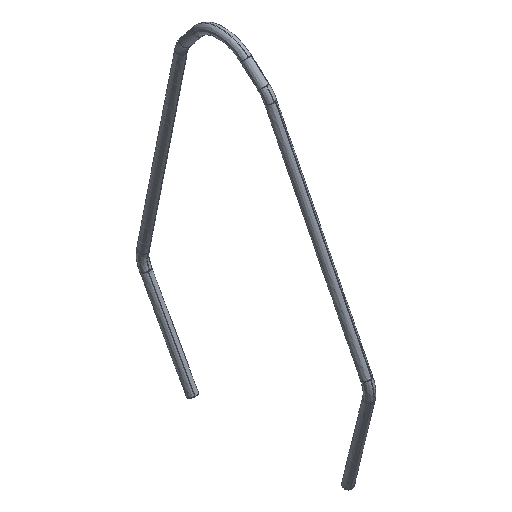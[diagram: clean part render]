
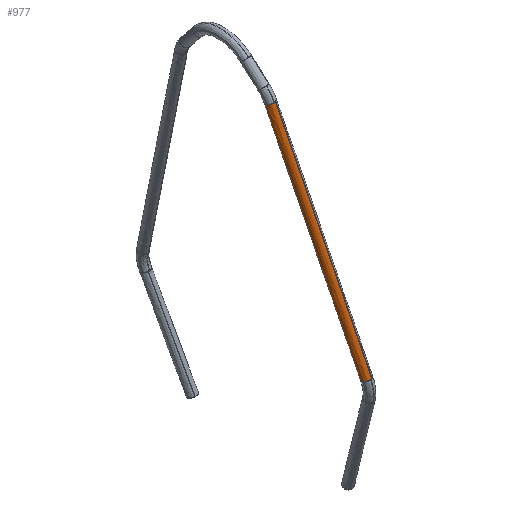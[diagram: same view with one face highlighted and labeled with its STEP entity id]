
A CAD part, isometric view. The second image highlights one B-rep face of the part: STEP entity #977.
In plain terms, the highlighted free-form (B-spline) face has degree [5, 4] with [6, 5] control points.
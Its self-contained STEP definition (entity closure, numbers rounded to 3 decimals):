
#882=CARTESIAN_POINT('Control Point',(-1440.933,-379.317,243.449)) ;
#883=CARTESIAN_POINT('Control Point',(-1459.923,-335.33,387.88)) ;
#884=CARTESIAN_POINT('Control Point',(-1478.913,-291.344,532.311)) ;
#885=CARTESIAN_POINT('Control Point',(-1497.903,-247.358,676.741)) ;
#886=CARTESIAN_POINT('Control Point',(-1516.893,-203.371,821.172)) ;
#887=CARTESIAN_POINT('Control Point',(-1535.883,-159.385,965.603)) ;
#888=CARTESIAN_POINT('Vertex',(-1440.933,-379.317,243.449)) ;
#890=CARTESIAN_POINT('Vertex',(-1535.883,-159.385,965.603)) ;
#899=CARTESIAN_POINT('Vertex',(-1449.604,-352.181,234.044)) ;
#903=CARTESIAN_POINT('Control Point',(-1449.604,-352.181,234.044)) ;
#904=CARTESIAN_POINT('Control Point',(-1468.595,-308.195,378.475)) ;
#905=CARTESIAN_POINT('Control Point',(-1487.585,-264.208,522.906)) ;
#906=CARTESIAN_POINT('Control Point',(-1506.575,-220.222,667.337)) ;
#907=CARTESIAN_POINT('Control Point',(-1525.565,-176.235,811.768)) ;
#908=CARTESIAN_POINT('Control Point',(-1544.555,-132.249,956.199)) ;
#909=CARTESIAN_POINT('Vertex',(-1544.555,-132.249,956.199)) ;
#927=CARTESIAN_POINT('Control Point',(-1449.604,-352.181,234.044)) ;
#928=CARTESIAN_POINT('Control Point',(-1463.842,-356.883,233.605)) ;
#929=CARTESIAN_POINT('Control Point',(-1466.624,-372.802,238.087)) ;
#930=CARTESIAN_POINT('Control Point',(-1455.17,-384.019,243.009)) ;
#931=CARTESIAN_POINT('Control Point',(-1440.933,-379.317,243.449)) ;
#932=CARTESIAN_POINT('Control Point',(-1468.595,-308.195,378.475)) ;
#933=CARTESIAN_POINT('Control Point',(-1482.832,-312.897,378.035)) ;
#934=CARTESIAN_POINT('Control Point',(-1485.614,-328.816,382.518)) ;
#935=CARTESIAN_POINT('Control Point',(-1474.16,-340.033,387.44)) ;
#936=CARTESIAN_POINT('Control Point',(-1459.923,-335.33,387.88)) ;
#937=CARTESIAN_POINT('Control Point',(-1487.585,-264.208,522.906)) ;
#938=CARTESIAN_POINT('Control Point',(-1501.822,-268.91,522.466)) ;
#939=CARTESIAN_POINT('Control Point',(-1504.604,-284.829,526.949)) ;
#940=CARTESIAN_POINT('Control Point',(-1493.15,-296.046,531.871)) ;
#941=CARTESIAN_POINT('Control Point',(-1478.913,-291.344,532.311)) ;
#942=CARTESIAN_POINT('Control Point',(-1506.575,-220.222,667.337)) ;
#943=CARTESIAN_POINT('Control Point',(-1520.812,-224.924,666.897)) ;
#944=CARTESIAN_POINT('Control Point',(-1523.594,-240.843,671.379)) ;
#945=CARTESIAN_POINT('Control Point',(-1512.14,-252.06,676.301)) ;
#946=CARTESIAN_POINT('Control Point',(-1497.903,-247.358,676.741)) ;
#947=CARTESIAN_POINT('Control Point',(-1525.565,-176.235,811.768)) ;
#948=CARTESIAN_POINT('Control Point',(-1539.802,-180.937,811.328)) ;
#949=CARTESIAN_POINT('Control Point',(-1542.584,-196.856,815.81)) ;
#950=CARTESIAN_POINT('Control Point',(-1531.13,-208.073,820.732)) ;
#951=CARTESIAN_POINT('Control Point',(-1516.893,-203.371,821.172)) ;
#952=CARTESIAN_POINT('Control Point',(-1544.555,-132.249,956.199)) ;
#953=CARTESIAN_POINT('Control Point',(-1558.792,-136.951,955.759)) ;
#954=CARTESIAN_POINT('Control Point',(-1561.574,-152.87,960.241)) ;
#955=CARTESIAN_POINT('Control Point',(-1550.12,-164.087,965.163)) ;
#956=CARTESIAN_POINT('Control Point',(-1535.883,-159.385,965.603)) ;
#958=CARTESIAN_POINT('Control Point',(-1449.604,-352.181,234.044)) ;
#959=CARTESIAN_POINT('Control Point',(-1463.842,-356.883,233.605)) ;
#960=CARTESIAN_POINT('Control Point',(-1466.624,-372.802,238.087)) ;
#961=CARTESIAN_POINT('Control Point',(-1455.17,-384.019,243.009)) ;
#962=CARTESIAN_POINT('Control Point',(-1440.933,-379.317,243.449)) ;
#965=CARTESIAN_POINT('Control Point',(-1544.555,-132.249,956.199)) ;
#966=CARTESIAN_POINT('Control Point',(-1558.792,-136.951,955.759)) ;
#967=CARTESIAN_POINT('Control Point',(-1561.574,-152.87,960.241)) ;
#968=CARTESIAN_POINT('Control Point',(-1550.12,-164.087,965.163)) ;
#969=CARTESIAN_POINT('Control Point',(-1535.883,-159.385,965.603)) ;
#972=ORIENTED_EDGE('',*,*,#911,.F.) ;
#973=ORIENTED_EDGE('',*,*,#963,.T.) ;
#974=ORIENTED_EDGE('',*,*,#892,.T.) ;
#975=ORIENTED_EDGE('',*,*,#970,.F.) ;
#977=ADVANCED_FACE('Corps principal',(#976),#926,.F.) ;
#892=EDGE_CURVE('',#889,#891,#881,.T.) ;
#911=EDGE_CURVE('',#900,#910,#902,.T.) ;
#963=EDGE_CURVE('',#900,#889,#957,.T.) ;
#970=EDGE_CURVE('',#910,#891,#964,.T.) ;
#971=EDGE_LOOP('',(#972,#973,#974,#975)) ;
#976=FACE_OUTER_BOUND('',#971,.T.) ;
#889=VERTEX_POINT('',#888) ;
#891=VERTEX_POINT('',#890) ;
#900=VERTEX_POINT('',#899) ;
#910=VERTEX_POINT('',#909) ;
#881=(BOUNDED_CURVE()B_SPLINE_CURVE(5,(#882,#883,#884,#885,#886,#887),.UNSPECIFIED.,.F.,.U.)B_SPLINE_CURVE_WITH_KNOTS((6,6),(0.,760.85),.UNSPECIFIED.)CURVE()GEOMETRIC_REPRESENTATION_ITEM()RATIONAL_B_SPLINE_CURVE((1.,1.,1.,1.,1.,1.))REPRESENTATION_ITEM('')) ;
#902=(BOUNDED_CURVE()B_SPLINE_CURVE(5,(#903,#904,#905,#906,#907,#908),.UNSPECIFIED.,.F.,.U.)B_SPLINE_CURVE_WITH_KNOTS((6,6),(0.,760.85),.UNSPECIFIED.)CURVE()GEOMETRIC_REPRESENTATION_ITEM()RATIONAL_B_SPLINE_CURVE((1.,1.,1.,1.,1.,1.))REPRESENTATION_ITEM('')) ;
#957=(BOUNDED_CURVE()B_SPLINE_CURVE(4,(#958,#959,#960,#961,#962),.UNSPECIFIED.,.F.,.U.)B_SPLINE_CURVE_WITH_KNOTS((5,5),(47.124,94.248),.UNSPECIFIED.)CURVE()GEOMETRIC_REPRESENTATION_ITEM()RATIONAL_B_SPLINE_CURVE((1.,0.707,0.667,0.707,1.))REPRESENTATION_ITEM('')) ;
#964=(BOUNDED_CURVE()B_SPLINE_CURVE(4,(#965,#966,#967,#968,#969),.UNSPECIFIED.,.F.,.U.)B_SPLINE_CURVE_WITH_KNOTS((5,5),(47.124,94.248),.UNSPECIFIED.)CURVE()GEOMETRIC_REPRESENTATION_ITEM()RATIONAL_B_SPLINE_CURVE((1.,0.707,0.667,0.707,1.))REPRESENTATION_ITEM('')) ;
#926=(BOUNDED_SURFACE()B_SPLINE_SURFACE(5,4,((#927,#928,#929,#930,#931),(#932,#933,#934,#935,#936),(#937,#938,#939,#940,#941),(#942,#943,#944,#945,#946),(#947,#948,#949,#950,#951),(#952,#953,#954,#955,#956)),.UNSPECIFIED.,.F.,.F.,.U.)B_SPLINE_SURFACE_WITH_KNOTS((6,6),(5,5),(0.,760.85),(47.124,94.248),.UNSPECIFIED.)GEOMETRIC_REPRESENTATION_ITEM()RATIONAL_B_SPLINE_SURFACE(((1.,0.707,0.667,0.707,1.),(1.,0.707,0.667,0.707,1.),(1.,0.707,0.667,0.707,1.),(1.,0.707,0.667,0.707,1.),(1.,0.707,0.667,0.707,1.),(1.,0.707,0.667,0.707,1.)))REPRESENTATION_ITEM('Rational BSpline Surface')SURFACE()) ;
